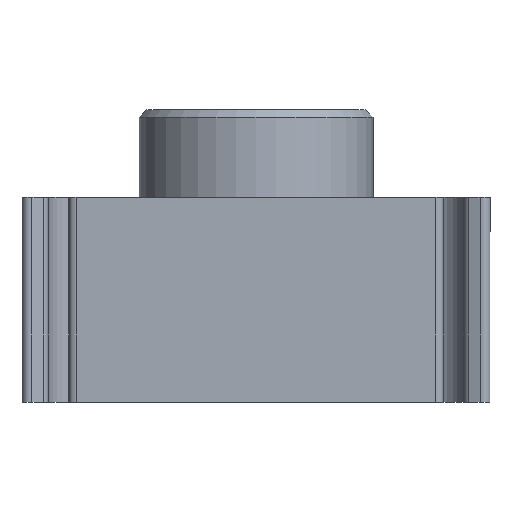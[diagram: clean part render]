
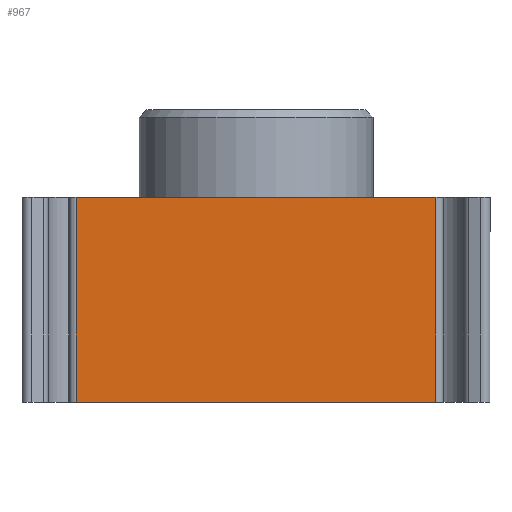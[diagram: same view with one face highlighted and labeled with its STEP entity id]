
A CAD part, front view. The second image highlights one B-rep face of the part: STEP entity #967.
In plain terms, the highlighted planar face has unit normal (0, -1, 0).
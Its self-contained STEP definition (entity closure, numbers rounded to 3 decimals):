
#104 = LINE ( 'NONE', #3406, #2612 ) ;
#122 = EDGE_CURVE ( 'NONE', #432, #1579, #104, .T. ) ;
#155 = DIRECTION ( 'NONE',  ( 1., 0., 0. ) ) ;
#163 = CARTESIAN_POINT ( 'NONE',  ( -13.88, -15.278, 15.512 ) ) ;
#294 = EDGE_LOOP ( 'NONE', ( #2507, #2432, #3341, #583 ) ) ;
#312 = LINE ( 'NONE', #3271, #2374 ) ;
#319 = CARTESIAN_POINT ( 'NONE',  ( -26.174, -15.278, 22.512 ) ) ;
#432 = VERTEX_POINT ( 'NONE', #2615 ) ;
#540 = EDGE_CURVE ( 'NONE', #2070, #2511, #312, .T. ) ;
#583 = ORIENTED_EDGE ( 'NONE', *, *, #540, .T. ) ;
#663 = EDGE_CURVE ( 'NONE', #1579, #2070, #2787, .T. ) ;
#889 = CARTESIAN_POINT ( 'NONE',  ( -13.88, -15.278, 40.912 ) ) ;
#967 = ADVANCED_FACE ( 'NONE', ( #1263 ), #2289, .F. ) ;
#1020 = CARTESIAN_POINT ( 'NONE',  ( -26.174, -15.278, 40.912 ) ) ;
#1095 = DIRECTION ( 'NONE',  ( -1., 0., 0. ) ) ;
#1263 = FACE_OUTER_BOUND ( 'NONE', #294, .T. ) ;
#1319 = EDGE_CURVE ( 'NONE', #432, #2511, #3383, .T. ) ;
#1579 = VERTEX_POINT ( 'NONE', #319 ) ;
#2070 = VERTEX_POINT ( 'NONE', #3124 ) ;
#2289 = PLANE ( 'NONE',  #3589 ) ;
#2374 = VECTOR ( 'NONE', #155, 1000. ) ;
#2432 = ORIENTED_EDGE ( 'NONE', *, *, #122, .T. ) ;
#2507 = ORIENTED_EDGE ( 'NONE', *, *, #1319, .F. ) ;
#2511 = VERTEX_POINT ( 'NONE', #163 ) ;
#2612 = VECTOR ( 'NONE', #1095, 1000. ) ;
#2615 = CARTESIAN_POINT ( 'NONE',  ( -13.88, -15.278, 22.512 ) ) ;
#2693 = VECTOR ( 'NONE', #3630, 1000. ) ;
#2787 = LINE ( 'NONE', #1020, #2693 ) ;
#2885 = DIRECTION ( 'NONE',  ( 0., 1., 0. ) ) ;
#3053 = VECTOR ( 'NONE', #3113, 1000. ) ;
#3113 = DIRECTION ( 'NONE',  ( 0., 0., -1. ) ) ;
#3124 = CARTESIAN_POINT ( 'NONE',  ( -26.174, -15.278, 15.512 ) ) ;
#3128 = CARTESIAN_POINT ( 'NONE',  ( -13.88, -15.278, 40.912 ) ) ;
#3198 = DIRECTION ( 'NONE',  ( 0., 0., 1. ) ) ;
#3271 = CARTESIAN_POINT ( 'NONE',  ( -13.88, -15.278, 15.512 ) ) ;
#3341 = ORIENTED_EDGE ( 'NONE', *, *, #663, .T. ) ;
#3383 = LINE ( 'NONE', #3128, #3053 ) ;
#3406 = CARTESIAN_POINT ( 'NONE',  ( -13.88, -15.278, 22.512 ) ) ;
#3589 = AXIS2_PLACEMENT_3D ( 'NONE', #889, #2885, #3198 ) ;
#3630 = DIRECTION ( 'NONE',  ( 0., 0., -1. ) ) ;
